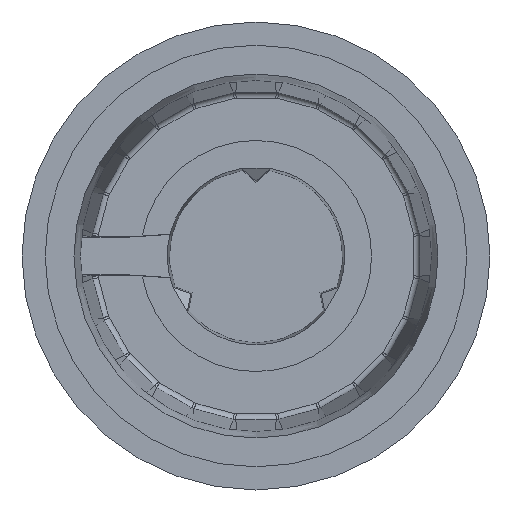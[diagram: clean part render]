
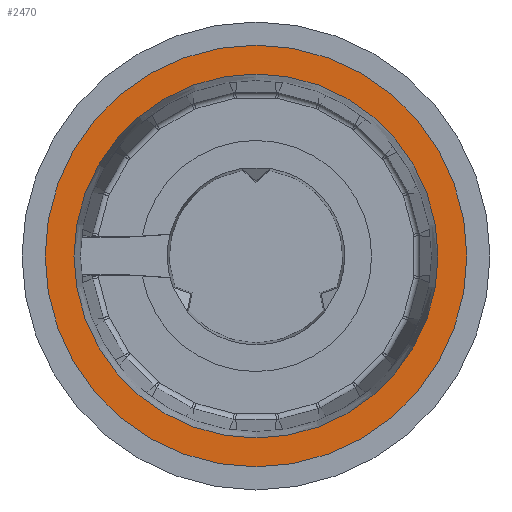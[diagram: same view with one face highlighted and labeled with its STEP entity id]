
A CAD part, front view. The second image highlights one B-rep face of the part: STEP entity #2470.
In plain terms, the highlighted planar face has unit normal (0, -1, 0).
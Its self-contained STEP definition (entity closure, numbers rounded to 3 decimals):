
#15=FACE_BOUND('',#679,.T.);
#427=PLANE('',#2761);
#552=FACE_OUTER_BOUND('',#678,.T.);
#678=EDGE_LOOP('',(#2187));
#679=EDGE_LOOP('',(#2188));
#761=CIRCLE('',#2728,7.3);
#770=CIRCLE('',#2752,6.3);
#1068=VERTEX_POINT('',#4209);
#1093=VERTEX_POINT('',#4309);
#1412=EDGE_CURVE('',#1068,#1068,#761,.T.);
#1450=EDGE_CURVE('',#1093,#1093,#770,.T.);
#2187=ORIENTED_EDGE('',*,*,#1412,.T.);
#2188=ORIENTED_EDGE('',*,*,#1450,.T.);
#2470=ADVANCED_FACE('',(#552,#15),#427,.T.);
#2728=AXIS2_PLACEMENT_3D('',#4210,#3338,#3339);
#2752=AXIS2_PLACEMENT_3D('',#4311,#3402,#3403);
#2761=AXIS2_PLACEMENT_3D('',#4337,#3431,#3432);
#3338=DIRECTION('center_axis',(0.,-1.,0.));
#3339=DIRECTION('ref_axis',(1.,0.,0.));
#3402=DIRECTION('center_axis',(0.,1.,0.));
#3403=DIRECTION('ref_axis',(0.,0.,1.));
#3431=DIRECTION('center_axis',(0.,-1.,0.));
#3432=DIRECTION('ref_axis',(0.,0.,
-1.));
#4209=CARTESIAN_POINT('',(2.068,-3.715,-4.025));
#4210=CARTESIAN_POINT('Origin',(-5.232,-3.715,-4.025));
#4309=CARTESIAN_POINT('',(-5.232,-3.715,-10.325));
#4311=CARTESIAN_POINT('Origin',(-5.232,-3.715,-4.025));
#4337=CARTESIAN_POINT('Origin',(-5.232,-3.715,-4.025));
